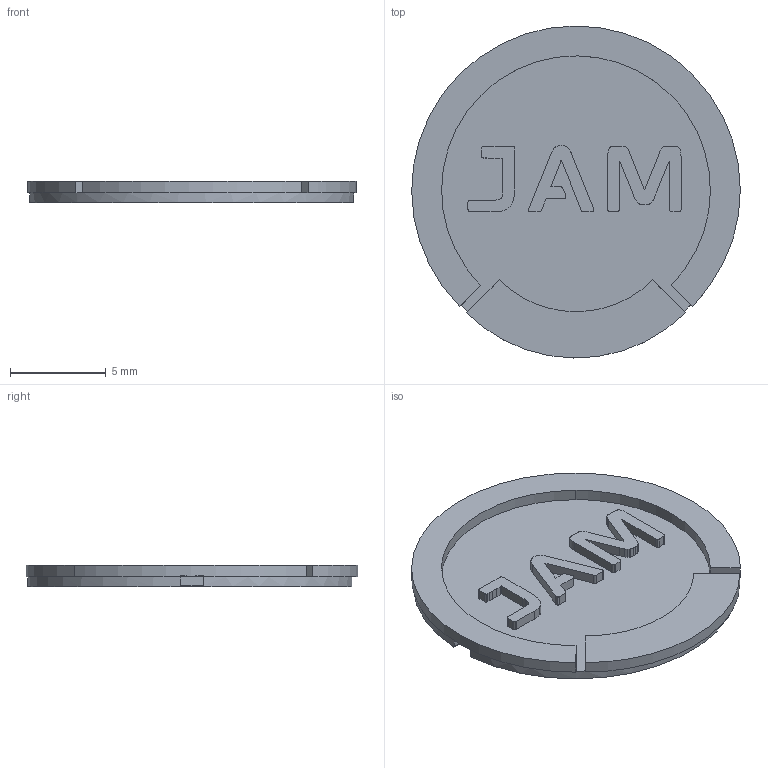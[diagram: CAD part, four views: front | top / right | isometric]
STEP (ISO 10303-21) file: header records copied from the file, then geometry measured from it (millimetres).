
FILE_DESCRIPTION(/* description */ (''),/* implementation_level */ '2;1');
FILE_NAME(/* name */ 'JB - Halo_logo.step',/* time_stamp */ '2025-11-06T17:24:15-05:00',/* author */ (''),/* organization */ (''),/* preprocessor_version */ 'ST-DEVELOPER v20.1',/* originating_system */ 'Autodesk Translation Framework v14.17.0.0',/* authorisation */ '');
FILE_SCHEMA (('AUTOMOTIVE_DESIGN { 1 0 10303 214 3 1 1 }'));
Length unit declared in the file: millimetre
Products named in the file (1): 2025-10-01-00-15-45-869
Bounding box: 17.17 x 17.35 x 1.1 mm (x, y, z)
Volume: 170.9 mm3; surface area: 584.1 mm2
Topology: 1 solids, 1 shells, 160 faces, 453 edges, 298 vertices
Faces by surface type: bspline 93, plane 57, cylinder 10
Entity records: 5617 total; most frequent: CARTESIAN_POINT 2155, ORIENTED_EDGE 906, EDGE_CURVE 453, DIRECTION 415, VERTEX_POINT 298, LINE 247, VECTOR 247, B_SPLINE_CURVE_WITH_KNOTS 182
